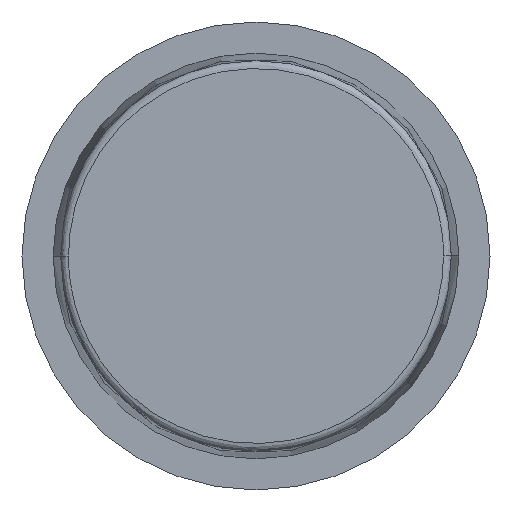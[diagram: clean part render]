
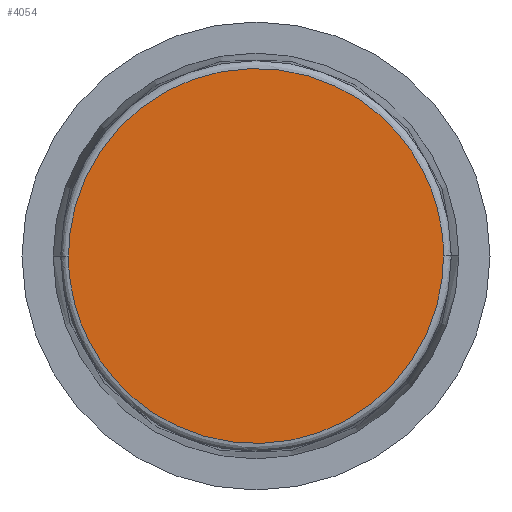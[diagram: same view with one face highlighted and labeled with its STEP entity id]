
A CAD part, left-side view. The second image highlights one B-rep face of the part: STEP entity #4054.
In plain terms, the highlighted planar face has unit normal (-1, 0, 0).
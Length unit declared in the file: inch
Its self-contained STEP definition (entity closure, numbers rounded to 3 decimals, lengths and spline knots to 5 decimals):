
#261 = CARTESIAN_POINT ( 'NONE',  ( -0.19685, 0.18929, 0. ) ) ;
#301 = EDGE_LOOP ( 'NONE', ( #1025, #938 ) ) ;
#303 = EDGE_CURVE ( 'NONE', #2445, #4767, #570, .T. ) ;
#528 = DIRECTION ( 'NONE',  ( 0., 1., 0. ) ) ;
#570 =( BOUNDED_CURVE ( )  B_SPLINE_CURVE ( 3, ( #1944, #4369, #2054, #3135 ),
 .UNSPECIFIED., .F., .F. ) 
 B_SPLINE_CURVE_WITH_KNOTS ( ( 4, 4 ),
 ( 0., 0.5 ),
 .UNSPECIFIED. ) 
 CURVE ( )  GEOMETRIC_REPRESENTATION_ITEM ( )  RATIONAL_B_SPLINE_CURVE ( ( 1., 0.333, 0.333, 1. ) ) 
 REPRESENTATION_ITEM ( '' )  );
#938 = ORIENTED_EDGE ( 'NONE', *, *, #1903, .F. ) ;
#1025 = ORIENTED_EDGE ( 'NONE', *, *, #303, .F. ) ;
#1344 = PLANE ( 'NONE',  #1565 ) ;
#1360 = DIRECTION ( 'NONE',  ( 1., 0., 0. ) ) ;
#1565 = AXIS2_PLACEMENT_3D ( 'NONE', #2919, #1360, #528 ) ;
#1903 = EDGE_CURVE ( 'NONE', #4767, #2445, #4023, .T. ) ;
#1944 = CARTESIAN_POINT ( 'NONE',  ( -0.19685, 0.18929, 0. ) ) ;
#2054 = CARTESIAN_POINT ( 'NONE',  ( -0.19685, -0.18929, 0.37857 ) ) ;
#2292 = FACE_OUTER_BOUND ( 'NONE', #301, .T. ) ;
#2445 = VERTEX_POINT ( 'NONE', #261 ) ;
#2919 = CARTESIAN_POINT ( 'NONE',  ( -0.19685, 0., 0. ) ) ;
#3074 = CARTESIAN_POINT ( 'NONE',  ( -0.19685, -0.18929, 0. ) ) ;
#3135 = CARTESIAN_POINT ( 'NONE',  ( -0.19685, -0.18929, 0. ) ) ;
#3485 = CARTESIAN_POINT ( 'NONE',  ( -0.19685, -0.18929, -0.37857 ) ) ;
#3719 = CARTESIAN_POINT ( 'NONE',  ( -0.19685, -0.18929, 0. ) ) ;
#3904 = CARTESIAN_POINT ( 'NONE',  ( -0.19685, 0.18929, -0.37857 ) ) ;
#4023 =( BOUNDED_CURVE ( )  B_SPLINE_CURVE ( 3, ( #3074, #3485, #3904, #4312 ),
 .UNSPECIFIED., .F., .F. ) 
 B_SPLINE_CURVE_WITH_KNOTS ( ( 4, 4 ),
 ( 0.5, 1. ),
 .UNSPECIFIED. ) 
 CURVE ( )  GEOMETRIC_REPRESENTATION_ITEM ( )  RATIONAL_B_SPLINE_CURVE ( ( 1., 0.333, 0.333, 1. ) ) 
 REPRESENTATION_ITEM ( '' )  );
#4054 = ADVANCED_FACE ( 'NONE', ( #2292 ), #1344, .F. ) ;
#4312 = CARTESIAN_POINT ( 'NONE',  ( -0.19685, 0.18929, 0. ) ) ;
#4369 = CARTESIAN_POINT ( 'NONE',  ( -0.19685, 0.18929, 0.37857 ) ) ;
#4767 = VERTEX_POINT ( 'NONE', #3719 ) ;
